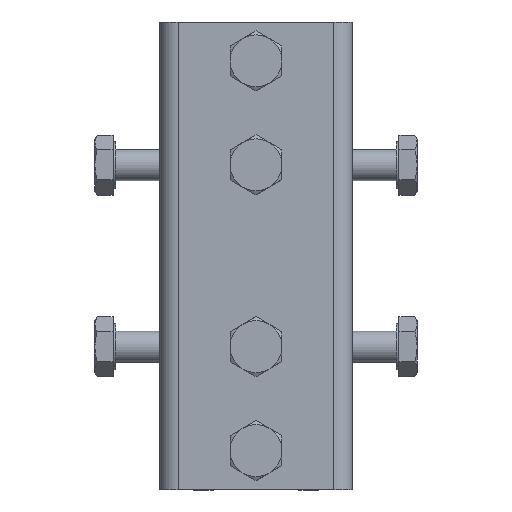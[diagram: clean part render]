
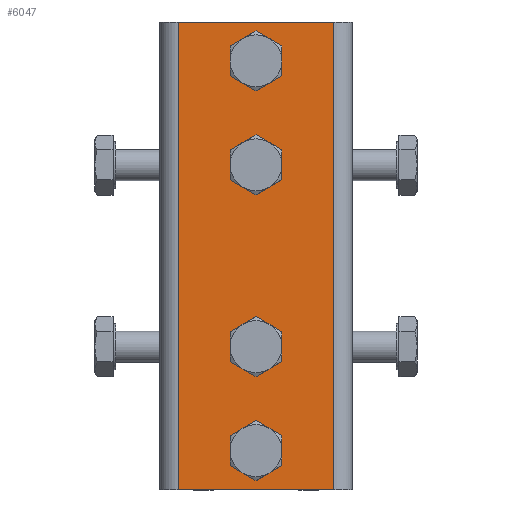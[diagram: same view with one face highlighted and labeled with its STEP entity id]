
A CAD part, top view. The second image highlights one B-rep face of the part: STEP entity #6047.
In plain terms, the highlighted planar face has unit normal (0, 0, 1).
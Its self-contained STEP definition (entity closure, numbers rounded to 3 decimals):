
#338=FACE_BOUND('',#1235,.T.);
#339=FACE_BOUND('',#1236,.T.);
#340=FACE_BOUND('',#1237,.T.);
#341=FACE_BOUND('',#1238,.T.);
#526=PLANE('',#6478);
#859=FACE_OUTER_BOUND('',#1234,.T.);
#1234=EDGE_LOOP('',(#5588,#5589,#5590,#5591));
#1235=EDGE_LOOP('',(#5592,#5593));
#1236=EDGE_LOOP('',(#5594,#5595));
#1237=EDGE_LOOP('',(#5596,#5597));
#1238=EDGE_LOOP('',(#5598,#5599));
#1788=LINE('',#10518,#2369);
#1792=LINE('',#10536,#2373);
#1826=LINE('',#10655,#2407);
#1827=LINE('',#10657,#2408);
#2369=VECTOR('',#7603,10.);
#2373=VECTOR('',#7623,10.);
#2407=VECTOR('',#7767,10.);
#2408=VECTOR('',#7770,10.);
#2516=CIRCLE('',#6440,2.459);
#2517=CIRCLE('',#6441,2.459);
#2519=CIRCLE('',#6444,2.459);
#2520=CIRCLE('',#6445,2.459);
#2524=CIRCLE('',#6452,2.459);
#2525=CIRCLE('',#6453,2.459);
#2527=CIRCLE('',#6456,2.459);
#2528=CIRCLE('',#6457,2.459);
#3053=VERTEX_POINT('',#10515);
#3054=VERTEX_POINT('',#10517);
#3059=VERTEX_POINT('',#10533);
#3060=VERTEX_POINT('',#10535);
#3077=VERTEX_POINT('',#10583);
#3078=VERTEX_POINT('',#10584);
#3080=VERTEX_POINT('',#10591);
#3081=VERTEX_POINT('',#10592);
#3085=VERTEX_POINT('',#10607);
#3086=VERTEX_POINT('',#10608);
#3088=VERTEX_POINT('',#10615);
#3089=VERTEX_POINT('',#10616);
#3863=EDGE_CURVE('',#3054,#3053,#1788,.T.);
#3873=EDGE_CURVE('',#3060,#3059,#1792,.T.);
#3898=EDGE_CURVE('',#3077,#3078,#2516,.T.);
#3899=EDGE_CURVE('',#3078,#3077,#2517,.T.);
#3902=EDGE_CURVE('',#3080,#3081,#2519,.T.);
#3903=EDGE_CURVE('',#3081,#3080,#2520,.T.);
#3910=EDGE_CURVE('',#3085,#3086,#2524,.T.);
#3911=EDGE_CURVE('',#3086,#3085,#2525,.T.);
#3914=EDGE_CURVE('',#3088,#3089,#2527,.T.);
#3915=EDGE_CURVE('',#3089,#3088,#2528,.T.);
#3932=EDGE_CURVE('',#3060,#3053,#1826,.T.);
#3933=EDGE_CURVE('',#3054,#3059,#1827,.T.);
#5588=ORIENTED_EDGE('',*,*,#3932,.F.);
#5589=ORIENTED_EDGE('',*,*,#3873,.T.);
#5590=ORIENTED_EDGE('',*,*,#3933,.F.);
#5591=ORIENTED_EDGE('',*,*,#3863,.T.);
#5592=ORIENTED_EDGE('',*,*,#3898,.T.);
#5593=ORIENTED_EDGE('',*,*,#3899,.T.);
#5594=ORIENTED_EDGE('',*,*,#3902,.T.);
#5595=ORIENTED_EDGE('',*,*,#3903,.T.);
#5596=ORIENTED_EDGE('',*,*,#3910,.T.);
#5597=ORIENTED_EDGE('',*,*,#3911,.T.);
#5598=ORIENTED_EDGE('',*,*,#3914,.T.);
#5599=ORIENTED_EDGE('',*,*,#3915,.T.);
#6047=ADVANCED_FACE('',(#859,#338,#339,#340,#341),#526,.T.);
#6440=AXIS2_PLACEMENT_3D('',#10585,#7671,#7672);
#6441=AXIS2_PLACEMENT_3D('',#10586,#7673,#7674);
#6444=AXIS2_PLACEMENT_3D('',#10593,#7680,#7681);
#6445=AXIS2_PLACEMENT_3D('',#10594,#7682,#7683);
#6452=AXIS2_PLACEMENT_3D('',#10609,#7699,#7700);
#6453=AXIS2_PLACEMENT_3D('',#10610,#7701,#7702);
#6456=AXIS2_PLACEMENT_3D('',#10617,#7708,#7709);
#6457=AXIS2_PLACEMENT_3D('',#10618,#7710,#7711);
#6478=AXIS2_PLACEMENT_3D('',#10656,#7768,#7769);
#7603=DIRECTION('',(1.,0.,0.));
#7623=DIRECTION('',(-1.,0.,0.));
#7671=DIRECTION('center_axis',(0.,0.,-1.));
#7672=DIRECTION('ref_axis',(1.,0.,0.));
#7673=DIRECTION('center_axis',(0.,0.,-1.));
#7674=DIRECTION('ref_axis',(1.,0.,0.));
#7680=DIRECTION('center_axis',(0.,0.,-1.));
#7681=DIRECTION('ref_axis',(1.,0.,0.));
#7682=DIRECTION('center_axis',(0.,0.,-1.));
#7683=DIRECTION('ref_axis',(1.,0.,0.));
#7699=DIRECTION('center_axis',(0.,0.,-1.));
#7700=DIRECTION('ref_axis',(1.,0.,0.));
#7701=DIRECTION('center_axis',(0.,0.,-1.));
#7702=DIRECTION('ref_axis',(1.,0.,0.));
#7708=DIRECTION('center_axis',(0.,0.,-1.));
#7709=DIRECTION('ref_axis',(1.,0.,0.));
#7710=DIRECTION('center_axis',(0.,0.,-1.));
#7711=DIRECTION('ref_axis',(1.,0.,0.));
#7767=DIRECTION('',(0.,-1.,0.));
#7768=DIRECTION('center_axis',(0.,0.,1.));
#7769=DIRECTION('ref_axis',(1.,0.,0.));
#7770=DIRECTION('',(0.,1.,0.));
#10515=CARTESIAN_POINT('',(15.,-45.,36.));
#10517=CARTESIAN_POINT('',(-15.,-45.,36.));
#10518=CARTESIAN_POINT('',(0.,-45.,36.));
#10533=CARTESIAN_POINT('',(-15.,45.,36.));
#10535=CARTESIAN_POINT('',(15.,45.,36.));
#10536=CARTESIAN_POINT('',(-18.5,45.,36.));
#10583=CARTESIAN_POINT('',(2.459,37.5,36.));
#10584=CARTESIAN_POINT('',(-2.459,37.5,36.));
#10585=CARTESIAN_POINT('Origin',(0.,37.5,36.));
#10586=CARTESIAN_POINT('Origin',(0.,37.5,36.));
#10591=CARTESIAN_POINT('',(2.459,17.5,36.));
#10592=CARTESIAN_POINT('',(-2.459,17.5,36.));
#10593=CARTESIAN_POINT('Origin',(0.,17.5,36.));
#10594=CARTESIAN_POINT('Origin',(0.,17.5,36.));
#10607=CARTESIAN_POINT('',(2.459,-37.5,36.));
#10608=CARTESIAN_POINT('',(-2.459,-37.5,36.));
#10609=CARTESIAN_POINT('Origin',(0.,-37.5,36.));
#10610=CARTESIAN_POINT('Origin',(0.,-37.5,36.));
#10615=CARTESIAN_POINT('',(2.459,-17.5,36.));
#10616=CARTESIAN_POINT('',(-2.459,-17.5,36.));
#10617=CARTESIAN_POINT('Origin',(0.,-17.5,36.));
#10618=CARTESIAN_POINT('Origin',(0.,-17.5,36.));
#10655=CARTESIAN_POINT('',(15.,0.,36.));
#10656=CARTESIAN_POINT('Origin',(0.,0.,36.));
#10657=CARTESIAN_POINT('',(-15.,0.,36.));
